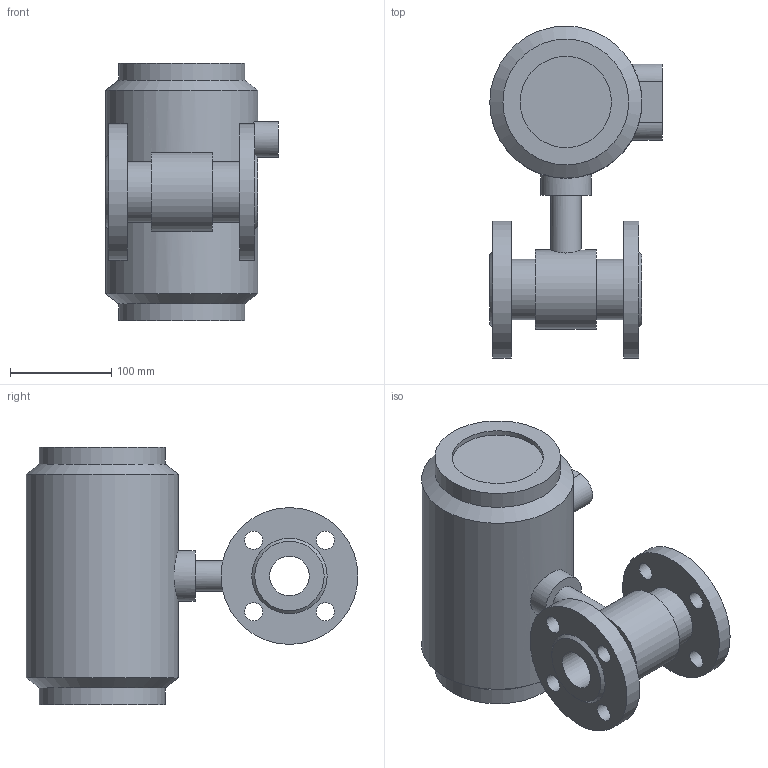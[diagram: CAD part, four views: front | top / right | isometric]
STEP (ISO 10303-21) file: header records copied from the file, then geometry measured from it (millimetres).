
FILE_DESCRIPTION(/* description */ (''),/* implementation_level */ '2;1');
FILE_NAME(/* name */ 'FM200-DN32.stp',/* time_stamp */ '2023-06-03T14:33:52+08:00',/* author */ (''),/* organization */ (''),/* preprocessor_version */ 'ST-DEVELOPER v16',/* originating_system */ 'SIEMENS PLM Software NX 10.0',/* authorisation */ '');
FILE_SCHEMA (('CONFIG_CONTROL_DESIGN'));
Length unit declared in the file: millimetre
Products named in the file (1): FM200-DN32_step
Bounding box: 170 x 327.2 x 254 mm (x, y, z)
Volume: 5012243.7 mm3; surface area: 275990 mm2
Topology: 1 solids, 1 shells, 47 faces, 97 edges, 65 vertices
Faces by surface type: cylinder 27, plane 16, cone 4
Full cylindrical faces by diameter (mm): 16 x2, 18 x8, 30 x1, 39 x1, 50 x1, 60 x2, 78 x1, 90 x2, 124 x2, 135 x2, 150 x1
Entity records: 1296 total; most frequent: CARTESIAN_POINT 290, DIRECTION 202, ORIENTED_EDGE 124, EDGE_LOOP 106, FACE_BOUND 98, AXIS2_PLACEMENT_3D 98, EDGE_CURVE 62, VERTEX_POINT 58
